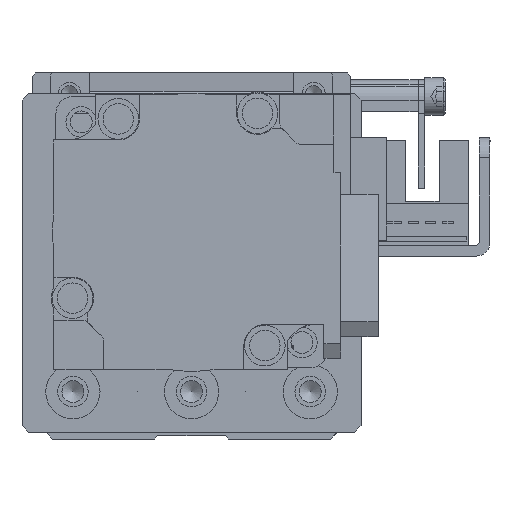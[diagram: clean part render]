
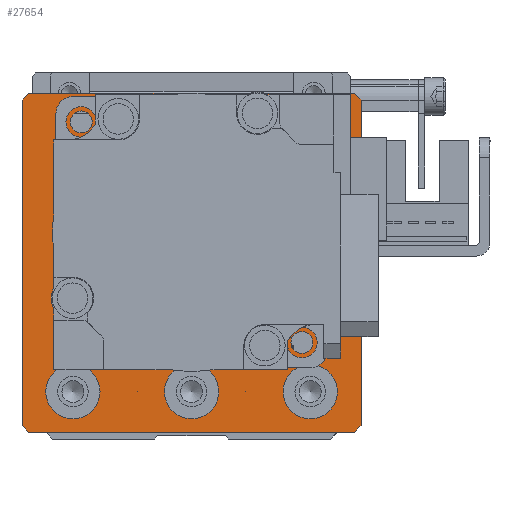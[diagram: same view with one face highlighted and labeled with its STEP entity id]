
A CAD part, front view. The second image highlights one B-rep face of the part: STEP entity #27654.
In plain terms, the highlighted face is planar.
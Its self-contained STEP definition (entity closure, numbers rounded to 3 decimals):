
#903=FACE_BOUND('',#4118,.T.);
#904=FACE_BOUND('',#4119,.T.);
#905=FACE_BOUND('',#4120,.T.);
#906=FACE_BOUND('',#4121,.T.);
#907=FACE_BOUND('',#4122,.T.);
#908=FACE_BOUND('',#4123,.T.);
#909=FACE_BOUND('',#4124,.T.);
#910=FACE_BOUND('',#4125,.T.);
#1397=PLANE('',#30105);
#2393=FACE_OUTER_BOUND('',#4117,.T.);
#4117=EDGE_LOOP('',(#20613,#20614,#20615,#20616,#20617,#20618,#20619,#20620));
#4118=EDGE_LOOP('',(#20621));
#4119=EDGE_LOOP('',(#20622));
#4120=EDGE_LOOP('',(#20623));
#4121=EDGE_LOOP('',(#20624));
#4122=EDGE_LOOP('',(#20625));
#4123=EDGE_LOOP('',(#20626));
#4124=EDGE_LOOP('',(#20627));
#4125=EDGE_LOOP('',(#20628));
#6221=LINE('',#43236,#8632);
#6227=LINE('',#43247,#8638);
#6234=LINE('',#43282,#8645);
#6237=LINE('',#43287,#8648);
#6238=LINE('',#43291,#8649);
#6241=LINE('',#43295,#8652);
#6242=LINE('',#43298,#8653);
#6259=LINE('',#43368,#8670);
#8632=VECTOR('',#34451,10.);
#8638=VECTOR('',#34459,10.);
#8645=VECTOR('',#34490,10.);
#8648=VECTOR('',#34495,10.);
#8649=VECTOR('',#34498,10.);
#8652=VECTOR('',#34503,10.);
#8653=VECTOR('',#34506,10.);
#8670=VECTOR('',#34593,10.);
#10732=CIRCLE('',#30080,4.);
#10735=CIRCLE('',#30086,4.);
#10738=CIRCLE('',#30092,4.);
#10739=CIRCLE('',#30095,1.621);
#10740=CIRCLE('',#30097,1.621);
#10741=CIRCLE('',#30099,1.621);
#10742=CIRCLE('',#30101,1.621);
#10743=CIRCLE('',#30103,15.);
#12527=VERTEX_POINT('',#43234);
#12528=VERTEX_POINT('',#43235);
#12532=VERTEX_POINT('',#43245);
#12548=VERTEX_POINT('',#43281);
#12549=VERTEX_POINT('',#43285);
#12550=VERTEX_POINT('',#43289);
#12551=VERTEX_POINT('',#43290);
#12552=VERTEX_POINT('',#43297);
#12559=VERTEX_POINT('',#43320);
#12562=VERTEX_POINT('',#43331);
#12565=VERTEX_POINT('',#43342);
#12566=VERTEX_POINT('',#43348);
#12567=VERTEX_POINT('',#43352);
#12568=VERTEX_POINT('',#43356);
#12569=VERTEX_POINT('',#43360);
#12570=VERTEX_POINT('',#43364);
#15503=EDGE_CURVE('',#12527,#12528,#6221,.T.);
#15509=EDGE_CURVE('',#12527,#12532,#6227,.T.);
#15526=EDGE_CURVE('',#12548,#12532,#6234,.T.);
#15529=EDGE_CURVE('',#12548,#12549,#6237,.T.);
#15530=EDGE_CURVE('',#12550,#12551,#6238,.T.);
#15533=EDGE_CURVE('',#12550,#12528,#6241,.T.);
#15534=EDGE_CURVE('',#12552,#12549,#6242,.T.);
#15544=EDGE_CURVE('',#12559,#12559,#10732,.T.);
#15549=EDGE_CURVE('',#12562,#12562,#10735,.T.);
#15554=EDGE_CURVE('',#12565,#12565,#10738,.T.);
#15557=EDGE_CURVE('',#12566,#12566,#10739,.T.);
#15559=EDGE_CURVE('',#12567,#12567,#10740,.T.);
#15561=EDGE_CURVE('',#12568,#12568,#10741,.T.);
#15563=EDGE_CURVE('',#12569,#12569,#10742,.T.);
#15565=EDGE_CURVE('',#12570,#12570,#10743,.T.);
#15567=EDGE_CURVE('',#12552,#12551,#6259,.T.);
#20613=ORIENTED_EDGE('',*,*,#15503,.F.);
#20614=ORIENTED_EDGE('',*,*,#15509,.T.);
#20615=ORIENTED_EDGE('',*,*,#15526,.F.);
#20616=ORIENTED_EDGE('',*,*,#15529,.T.);
#20617=ORIENTED_EDGE('',*,*,#15534,.F.);
#20618=ORIENTED_EDGE('',*,*,#15567,.T.);
#20619=ORIENTED_EDGE('',*,*,#15530,.F.);
#20620=ORIENTED_EDGE('',*,*,#15533,.T.);
#20621=ORIENTED_EDGE('',*,*,#15544,.T.);
#20622=ORIENTED_EDGE('',*,*,#15549,.T.);
#20623=ORIENTED_EDGE('',*,*,#15554,.T.);
#20624=ORIENTED_EDGE('',*,*,#15557,.T.);
#20625=ORIENTED_EDGE('',*,*,#15559,.T.);
#20626=ORIENTED_EDGE('',*,*,#15561,.T.);
#20627=ORIENTED_EDGE('',*,*,#15563,.T.);
#20628=ORIENTED_EDGE('',*,*,#15565,.T.);
#27654=ADVANCED_FACE('',(#2393,#903,#904,#905,#906,#907,#908,#909,#910),
#1397,.T.);
#30080=AXIS2_PLACEMENT_3D('',#43321,#34532,#34533);
#30086=AXIS2_PLACEMENT_3D('',#43332,#34546,#34547);
#30092=AXIS2_PLACEMENT_3D('',#43343,#34560,#34561);
#30095=AXIS2_PLACEMENT_3D('',#43349,#34568,#34569);
#30097=AXIS2_PLACEMENT_3D('',#43353,#34573,#34574);
#30099=AXIS2_PLACEMENT_3D('',#43357,#34578,#34579);
#30101=AXIS2_PLACEMENT_3D('',#43361,#34583,#34584);
#30103=AXIS2_PLACEMENT_3D('',#43365,#34588,#34589);
#30105=AXIS2_PLACEMENT_3D('',#43369,#34594,#34595);
#34451=DIRECTION('',(-0.707,0.707,0.));
#34459=DIRECTION('',(1.,0.,0.));
#34490=DIRECTION('',(-0.707,-0.707,0.));
#34495=DIRECTION('',(0.,1.,0.));
#34498=DIRECTION('',(0.707,0.707,0.));
#34503=DIRECTION('',(0.,-1.,0.));
#34506=DIRECTION('',(0.707,-0.707,0.));
#34532=DIRECTION('center_axis',(0.,0.,-1.));
#34533=DIRECTION('ref_axis',(1.,0.,0.));
#34546=DIRECTION('center_axis',(0.,0.,-1.));
#34547=DIRECTION('ref_axis',(1.,0.,0.));
#34560=DIRECTION('center_axis',(0.,0.,-1.));
#34561=DIRECTION('ref_axis',(1.,0.,0.));
#34568=DIRECTION('center_axis',(0.,0.,-1.));
#34569=DIRECTION('ref_axis',(1.,0.,0.));
#34573=DIRECTION('center_axis',(0.,0.,-1.));
#34574=DIRECTION('ref_axis',(1.,0.,0.));
#34578=DIRECTION('center_axis',(0.,0.,-1.));
#34579=DIRECTION('ref_axis',(1.,0.,0.));
#34583=DIRECTION('center_axis',(0.,0.,-1.));
#34584=DIRECTION('ref_axis',(1.,0.,0.));
#34588=DIRECTION('center_axis',(0.,0.,-1.));
#34589=DIRECTION('ref_axis',(1.,0.,0.));
#34593=DIRECTION('',(-1.,0.,0.));
#34594=DIRECTION('center_axis',(0.,0.,1.));
#34595=DIRECTION('ref_axis',(1.,0.,0.));
#43234=CARTESIAN_POINT('',(-24.,-25.,10.));
#43235=CARTESIAN_POINT('',(-25.,-24.,10.));
#43236=CARTESIAN_POINT('',(-24.5,-24.5,10.));
#43245=CARTESIAN_POINT('',(24.,-25.,10.));
#43247=CARTESIAN_POINT('',(-25.,-25.,10.));
#43281=CARTESIAN_POINT('',(25.,-24.,10.));
#43282=CARTESIAN_POINT('',(24.5,-24.5,10.));
#43285=CARTESIAN_POINT('',(25.,24.,10.));
#43287=CARTESIAN_POINT('',(25.,-25.,10.));
#43289=CARTESIAN_POINT('',(-25.,24.,10.));
#43290=CARTESIAN_POINT('',(-24.,25.,10.));
#43291=CARTESIAN_POINT('',(-24.5,24.5,10.));
#43295=CARTESIAN_POINT('',(-25.,25.,10.));
#43297=CARTESIAN_POINT('',(24.,25.,10.));
#43298=CARTESIAN_POINT('',(24.5,24.5,10.));
#43320=CARTESIAN_POINT('',(-4.,-19.,10.));
#43321=CARTESIAN_POINT('Origin',(0.,-19.,10.));
#43331=CARTESIAN_POINT('',(-21.5,-19.,10.));
#43332=CARTESIAN_POINT('Origin',(-17.5,-19.,10.));
#43342=CARTESIAN_POINT('',(13.5,-19.,10.));
#43343=CARTESIAN_POINT('Origin',(17.5,-19.,10.));
#43348=CARTESIAN_POINT('',(14.642,-11.763,10.));
#43349=CARTESIAN_POINT('Origin',(16.263,-11.763,10.));
#43352=CARTESIAN_POINT('',(-17.884,20.763,10.));
#43353=CARTESIAN_POINT('Origin',(-16.263,20.763,10.));
#43356=CARTESIAN_POINT('',(14.642,20.763,10.));
#43357=CARTESIAN_POINT('Origin',(16.263,20.763,10.));
#43360=CARTESIAN_POINT('',(-17.884,-11.763,10.));
#43361=CARTESIAN_POINT('Origin',(-16.263,-11.763,10.));
#43364=CARTESIAN_POINT('',(-15.,4.5,10.));
#43365=CARTESIAN_POINT('Origin',(0.,4.5,10.));
#43368=CARTESIAN_POINT('',(25.,25.,10.));
#43369=CARTESIAN_POINT('Origin',(0.,0.,10.));
